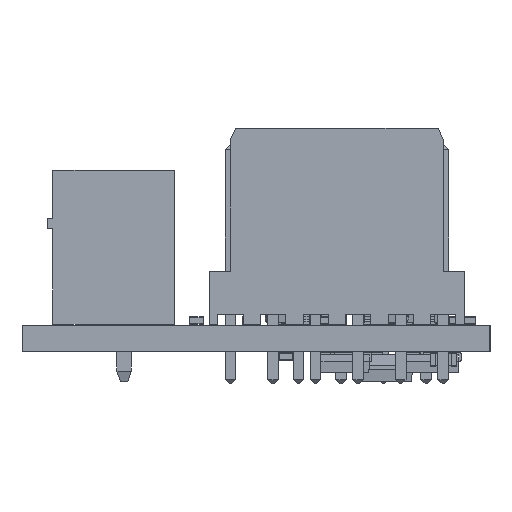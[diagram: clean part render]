
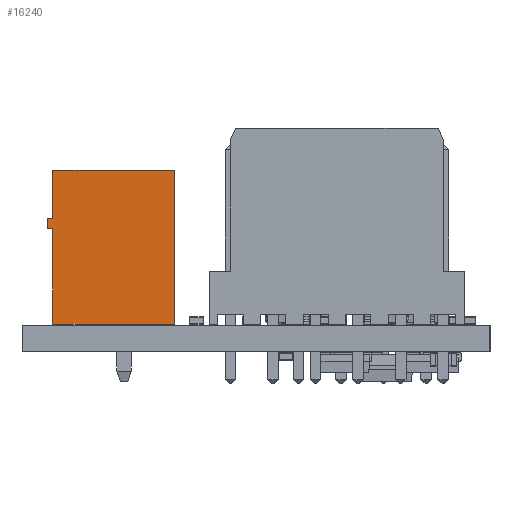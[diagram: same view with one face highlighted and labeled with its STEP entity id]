
A CAD part, left-side view. The second image highlights one B-rep face of the part: STEP entity #16240.
In plain terms, the highlighted planar face has unit normal (-1, 0, 0).
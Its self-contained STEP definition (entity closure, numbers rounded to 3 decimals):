
#16124 = EDGE_CURVE('',#16125,#16127,#16129,.T.);
#16125 = VERTEX_POINT('',#16126);
#16126 = CARTESIAN_POINT('',(-2.45,-3.,0.));
#16127 = VERTEX_POINT('',#16128);
#16128 = CARTESIAN_POINT('',(-2.45,-3.,9.2));
#16129 = SURFACE_CURVE('',#16130,(#16134,#16146),.PCURVE_S1.);
#16130 = LINE('',#16131,#16132);
#16131 = CARTESIAN_POINT('',(-2.45,-3.,0.));
#16132 = VECTOR('',#16133,1.);
#16133 = DIRECTION('',(0.,0.,1.));
#16134 = PCURVE('',#16135,#16140);
#16135 = PLANE('',#16136);
#16136 = AXIS2_PLACEMENT_3D('',#16137,#16138,#16139);
#16137 = CARTESIAN_POINT('',(-2.45,-3.,0.));
#16138 = DIRECTION('',(0.,1.,0.));
#16139 = DIRECTION('',(1.,0.,0.));
#16140 = DEFINITIONAL_REPRESENTATION('',(#16141),#16145);
#16141 = LINE('',#16142,#16143);
#16142 = CARTESIAN_POINT('',(0.,0.));
#16143 = VECTOR('',#16144,1.);
#16144 = DIRECTION('',(0.,-1.));
#16145 = ( GEOMETRIC_REPRESENTATION_CONTEXT(2) 
PARAMETRIC_REPRESENTATION_CONTEXT() REPRESENTATION_CONTEXT('2D SPACE',''
  ) );
#16146 = PCURVE('',#16147,#16152);
#16147 = PLANE('',#16148);
#16148 = AXIS2_PLACEMENT_3D('',#16149,#16150,#16151);
#16149 = CARTESIAN_POINT('',(-2.45,0.698,4.625));
#16150 = DIRECTION('',(-1.,0.,0.));
#16151 = DIRECTION('',(0.,0.,-1.));
#16152 = DEFINITIONAL_REPRESENTATION('',(#16153),#16157);
#16153 = LINE('',#16154,#16155);
#16154 = CARTESIAN_POINT('',(4.625,3.698));
#16155 = VECTOR('',#16156,1.);
#16156 = DIRECTION('',(-1.,0.));
#16157 = ( GEOMETRIC_REPRESENTATION_CONTEXT(2) 
PARAMETRIC_REPRESENTATION_CONTEXT() REPRESENTATION_CONTEXT('2D SPACE',''
  ) );
#16175 = PLANE('',#16176);
#16176 = AXIS2_PLACEMENT_3D('',#16177,#16178,#16179);
#16177 = CARTESIAN_POINT('',(1.75,0.625,9.2));
#16178 = DIRECTION('',(0.,0.,1.));
#16179 = DIRECTION('',(1.,0.,0.));
#16229 = PLANE('',#16230);
#16230 = AXIS2_PLACEMENT_3D('',#16231,#16232,#16233);
#16231 = CARTESIAN_POINT('',(1.75,0.625,0.));
#16232 = DIRECTION('',(0.,0.,1.));
#16233 = DIRECTION('',(1.,0.,0.));
#16240 = ADVANCED_FACE('',(#16241),#16147,.T.);
#16241 = FACE_BOUND('',#16242,.T.);
#16242 = EDGE_LOOP('',(#16243,#16273,#16294,#16295,#16318,#16346,#16374,
    #16402));
#16243 = ORIENTED_EDGE('',*,*,#16244,.F.);
#16244 = EDGE_CURVE('',#16245,#16247,#16249,.T.);
#16245 = VERTEX_POINT('',#16246);
#16246 = CARTESIAN_POINT('',(-2.45,4.25,0.));
#16247 = VERTEX_POINT('',#16248);
#16248 = CARTESIAN_POINT('',(-2.45,4.25,5.7));
#16249 = SURFACE_CURVE('',#16250,(#16254,#16261),.PCURVE_S1.);
#16250 = LINE('',#16251,#16252);
#16251 = CARTESIAN_POINT('',(-2.45,4.25,0.));
#16252 = VECTOR('',#16253,1.);
#16253 = DIRECTION('',(0.,0.,1.));
#16254 = PCURVE('',#16147,#16255);
#16255 = DEFINITIONAL_REPRESENTATION('',(#16256),#16260);
#16256 = LINE('',#16257,#16258);
#16257 = CARTESIAN_POINT('',(4.625,-3.552));
#16258 = VECTOR('',#16259,1.);
#16259 = DIRECTION('',(-1.,0.));
#16260 = ( GEOMETRIC_REPRESENTATION_CONTEXT(2) 
PARAMETRIC_REPRESENTATION_CONTEXT() REPRESENTATION_CONTEXT('2D SPACE',''
  ) );
#16261 = PCURVE('',#16262,#16267);
#16262 = PLANE('',#16263);
#16263 = AXIS2_PLACEMENT_3D('',#16264,#16265,#16266);
#16264 = CARTESIAN_POINT('',(5.95,4.25,0.));
#16265 = DIRECTION('',(0.,-1.,0.));
#16266 = DIRECTION('',(-1.,0.,0.));
#16267 = DEFINITIONAL_REPRESENTATION('',(#16268),#16272);
#16268 = LINE('',#16269,#16270);
#16269 = CARTESIAN_POINT('',(8.4,0.));
#16270 = VECTOR('',#16271,1.);
#16271 = DIRECTION('',(0.,-1.));
#16272 = ( GEOMETRIC_REPRESENTATION_CONTEXT(2) 
PARAMETRIC_REPRESENTATION_CONTEXT() REPRESENTATION_CONTEXT('2D SPACE',''
  ) );
#16273 = ORIENTED_EDGE('',*,*,#16274,.T.);
#16274 = EDGE_CURVE('',#16245,#16125,#16275,.T.);
#16275 = SURFACE_CURVE('',#16276,(#16280,#16287),.PCURVE_S1.);
#16276 = LINE('',#16277,#16278);
#16277 = CARTESIAN_POINT('',(-2.45,4.25,0.));
#16278 = VECTOR('',#16279,1.);
#16279 = DIRECTION('',(0.,-1.,0.));
#16280 = PCURVE('',#16147,#16281);
#16281 = DEFINITIONAL_REPRESENTATION('',(#16282),#16286);
#16282 = LINE('',#16283,#16284);
#16283 = CARTESIAN_POINT('',(4.625,-3.552));
#16284 = VECTOR('',#16285,1.);
#16285 = DIRECTION('',(0.,1.));
#16286 = ( GEOMETRIC_REPRESENTATION_CONTEXT(2) 
PARAMETRIC_REPRESENTATION_CONTEXT() REPRESENTATION_CONTEXT('2D SPACE',''
  ) );
#16287 = PCURVE('',#16229,#16288);
#16288 = DEFINITIONAL_REPRESENTATION('',(#16289),#16293);
#16289 = LINE('',#16290,#16291);
#16290 = CARTESIAN_POINT('',(-4.2,3.625));
#16291 = VECTOR('',#16292,1.);
#16292 = DIRECTION('',(0.,-1.));
#16293 = ( GEOMETRIC_REPRESENTATION_CONTEXT(2) 
PARAMETRIC_REPRESENTATION_CONTEXT() REPRESENTATION_CONTEXT('2D SPACE',''
  ) );
#16294 = ORIENTED_EDGE('',*,*,#16124,.T.);
#16295 = ORIENTED_EDGE('',*,*,#16296,.F.);
#16296 = EDGE_CURVE('',#16297,#16127,#16299,.T.);
#16297 = VERTEX_POINT('',#16298);
#16298 = CARTESIAN_POINT('',(-2.45,4.25,9.2));
#16299 = SURFACE_CURVE('',#16300,(#16304,#16311),.PCURVE_S1.);
#16300 = LINE('',#16301,#16302);
#16301 = CARTESIAN_POINT('',(-2.45,4.25,9.2));
#16302 = VECTOR('',#16303,1.);
#16303 = DIRECTION('',(0.,-1.,0.));
#16304 = PCURVE('',#16147,#16305);
#16305 = DEFINITIONAL_REPRESENTATION('',(#16306),#16310);
#16306 = LINE('',#16307,#16308);
#16307 = CARTESIAN_POINT('',(-4.575,-3.552));
#16308 = VECTOR('',#16309,1.);
#16309 = DIRECTION('',(0.,1.));
#16310 = ( GEOMETRIC_REPRESENTATION_CONTEXT(2) 
PARAMETRIC_REPRESENTATION_CONTEXT() REPRESENTATION_CONTEXT('2D SPACE',''
  ) );
#16311 = PCURVE('',#16175,#16312);
#16312 = DEFINITIONAL_REPRESENTATION('',(#16313),#16317);
#16313 = LINE('',#16314,#16315);
#16314 = CARTESIAN_POINT('',(-4.2,3.625));
#16315 = VECTOR('',#16316,1.);
#16316 = DIRECTION('',(0.,-1.));
#16317 = ( GEOMETRIC_REPRESENTATION_CONTEXT(2) 
PARAMETRIC_REPRESENTATION_CONTEXT() REPRESENTATION_CONTEXT('2D SPACE',''
  ) );
#16318 = ORIENTED_EDGE('',*,*,#16319,.F.);
#16319 = EDGE_CURVE('',#16320,#16297,#16322,.T.);
#16320 = VERTEX_POINT('',#16321);
#16321 = CARTESIAN_POINT('',(-2.45,4.25,6.3));
#16322 = SURFACE_CURVE('',#16323,(#16327,#16334),.PCURVE_S1.);
#16323 = LINE('',#16324,#16325);
#16324 = CARTESIAN_POINT('',(-2.45,4.25,0.));
#16325 = VECTOR('',#16326,1.);
#16326 = DIRECTION('',(0.,0.,1.));
#16327 = PCURVE('',#16147,#16328);
#16328 = DEFINITIONAL_REPRESENTATION('',(#16329),#16333);
#16329 = LINE('',#16330,#16331);
#16330 = CARTESIAN_POINT('',(4.625,-3.552));
#16331 = VECTOR('',#16332,1.);
#16332 = DIRECTION('',(-1.,0.));
#16333 = ( GEOMETRIC_REPRESENTATION_CONTEXT(2) 
PARAMETRIC_REPRESENTATION_CONTEXT() REPRESENTATION_CONTEXT('2D SPACE',''
  ) );
#16334 = PCURVE('',#16335,#16340);
#16335 = PLANE('',#16336);
#16336 = AXIS2_PLACEMENT_3D('',#16337,#16338,#16339);
#16337 = CARTESIAN_POINT('',(5.95,4.25,0.));
#16338 = DIRECTION('',(0.,-1.,0.));
#16339 = DIRECTION('',(-1.,0.,0.));
#16340 = DEFINITIONAL_REPRESENTATION('',(#16341),#16345);
#16341 = LINE('',#16342,#16343);
#16342 = CARTESIAN_POINT('',(8.4,0.));
#16343 = VECTOR('',#16344,1.);
#16344 = DIRECTION('',(0.,-1.));
#16345 = ( GEOMETRIC_REPRESENTATION_CONTEXT(2) 
PARAMETRIC_REPRESENTATION_CONTEXT() REPRESENTATION_CONTEXT('2D SPACE',''
  ) );
#16346 = ORIENTED_EDGE('',*,*,#16347,.F.);
#16347 = EDGE_CURVE('',#16348,#16320,#16350,.T.);
#16348 = VERTEX_POINT('',#16349);
#16349 = CARTESIAN_POINT('',(-2.45,4.55,6.3));
#16350 = SURFACE_CURVE('',#16351,(#16355,#16362),.PCURVE_S1.);
#16351 = LINE('',#16352,#16353);
#16352 = CARTESIAN_POINT('',(-2.45,4.55,6.3));
#16353 = VECTOR('',#16354,1.);
#16354 = DIRECTION('',(0.,-1.,0.));
#16355 = PCURVE('',#16147,#16356);
#16356 = DEFINITIONAL_REPRESENTATION('',(#16357),#16361);
#16357 = LINE('',#16358,#16359);
#16358 = CARTESIAN_POINT('',(-1.675,-3.852));
#16359 = VECTOR('',#16360,1.);
#16360 = DIRECTION('',(0.,1.));
#16361 = ( GEOMETRIC_REPRESENTATION_CONTEXT(2) 
PARAMETRIC_REPRESENTATION_CONTEXT() REPRESENTATION_CONTEXT('2D SPACE',''
  ) );
#16362 = PCURVE('',#16363,#16368);
#16363 = PLANE('',#16364);
#16364 = AXIS2_PLACEMENT_3D('',#16365,#16366,#16367);
#16365 = CARTESIAN_POINT('',(-2.45,4.55,6.3));
#16366 = DIRECTION('',(0.,0.,-1.));
#16367 = DIRECTION('',(0.,-1.,0.));
#16368 = DEFINITIONAL_REPRESENTATION('',(#16369),#16373);
#16369 = LINE('',#16370,#16371);
#16370 = CARTESIAN_POINT('',(0.,0.));
#16371 = VECTOR('',#16372,1.);
#16372 = DIRECTION('',(1.,0.));
#16373 = ( GEOMETRIC_REPRESENTATION_CONTEXT(2) 
PARAMETRIC_REPRESENTATION_CONTEXT() REPRESENTATION_CONTEXT('2D SPACE',''
  ) );
#16374 = ORIENTED_EDGE('',*,*,#16375,.F.);
#16375 = EDGE_CURVE('',#16376,#16348,#16378,.T.);
#16376 = VERTEX_POINT('',#16377);
#16377 = CARTESIAN_POINT('',(-2.45,4.55,5.7));
#16378 = SURFACE_CURVE('',#16379,(#16383,#16390),.PCURVE_S1.);
#16379 = LINE('',#16380,#16381);
#16380 = CARTESIAN_POINT('',(-2.45,4.55,5.7));
#16381 = VECTOR('',#16382,1.);
#16382 = DIRECTION('',(0.,0.,1.));
#16383 = PCURVE('',#16147,#16384);
#16384 = DEFINITIONAL_REPRESENTATION('',(#16385),#16389);
#16385 = LINE('',#16386,#16387);
#16386 = CARTESIAN_POINT('',(-1.075,-3.852));
#16387 = VECTOR('',#16388,1.);
#16388 = DIRECTION('',(-1.,0.));
#16389 = ( GEOMETRIC_REPRESENTATION_CONTEXT(2) 
PARAMETRIC_REPRESENTATION_CONTEXT() REPRESENTATION_CONTEXT('2D SPACE',''
  ) );
#16390 = PCURVE('',#16391,#16396);
#16391 = PLANE('',#16392);
#16392 = AXIS2_PLACEMENT_3D('',#16393,#16394,#16395);
#16393 = CARTESIAN_POINT('',(-2.45,4.55,5.7));
#16394 = DIRECTION('',(0.,-1.,0.));
#16395 = DIRECTION('',(0.,0.,1.));
#16396 = DEFINITIONAL_REPRESENTATION('',(#16397),#16401);
#16397 = LINE('',#16398,#16399);
#16398 = CARTESIAN_POINT('',(0.,0.));
#16399 = VECTOR('',#16400,1.);
#16400 = DIRECTION('',(1.,0.));
#16401 = ( GEOMETRIC_REPRESENTATION_CONTEXT(2) 
PARAMETRIC_REPRESENTATION_CONTEXT() REPRESENTATION_CONTEXT('2D SPACE',''
  ) );
#16402 = ORIENTED_EDGE('',*,*,#16403,.F.);
#16403 = EDGE_CURVE('',#16247,#16376,#16404,.T.);
#16404 = SURFACE_CURVE('',#16405,(#16409,#16416),.PCURVE_S1.);
#16405 = LINE('',#16406,#16407);
#16406 = CARTESIAN_POINT('',(-2.45,4.25,5.7));
#16407 = VECTOR('',#16408,1.);
#16408 = DIRECTION('',(0.,1.,0.));
#16409 = PCURVE('',#16147,#16410);
#16410 = DEFINITIONAL_REPRESENTATION('',(#16411),#16415);
#16411 = LINE('',#16412,#16413);
#16412 = CARTESIAN_POINT('',(-1.075,-3.552));
#16413 = VECTOR('',#16414,1.);
#16414 = DIRECTION('',(0.,-1.));
#16415 = ( GEOMETRIC_REPRESENTATION_CONTEXT(2) 
PARAMETRIC_REPRESENTATION_CONTEXT() REPRESENTATION_CONTEXT('2D SPACE',''
  ) );
#16416 = PCURVE('',#16417,#16422);
#16417 = PLANE('',#16418);
#16418 = AXIS2_PLACEMENT_3D('',#16419,#16420,#16421);
#16419 = CARTESIAN_POINT('',(-2.45,4.25,5.7));
#16420 = DIRECTION('',(0.,0.,1.));
#16421 = DIRECTION('',(0.,1.,0.));
#16422 = DEFINITIONAL_REPRESENTATION('',(#16423),#16427);
#16423 = LINE('',#16424,#16425);
#16424 = CARTESIAN_POINT('',(0.,0.));
#16425 = VECTOR('',#16426,1.);
#16426 = DIRECTION('',(1.,0.));
#16427 = ( GEOMETRIC_REPRESENTATION_CONTEXT(2) 
PARAMETRIC_REPRESENTATION_CONTEXT() REPRESENTATION_CONTEXT('2D SPACE',''
  ) );
